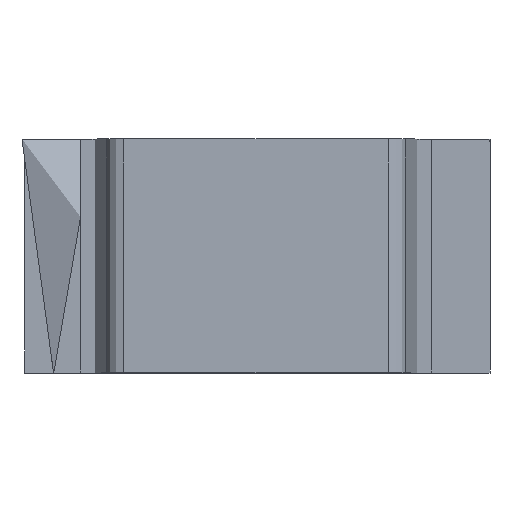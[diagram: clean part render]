
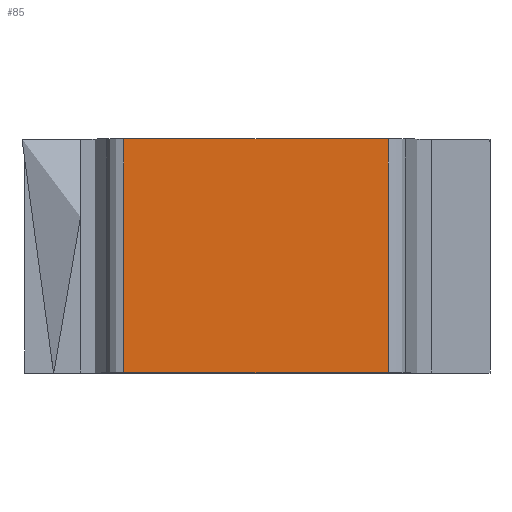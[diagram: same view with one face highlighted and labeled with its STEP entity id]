
A CAD part, top view. The second image highlights one B-rep face of the part: STEP entity #85.
In plain terms, the highlighted planar face has unit normal (0, 0, -1).
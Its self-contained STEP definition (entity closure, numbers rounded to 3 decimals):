
#1 = DIRECTION ( 'NONE',  ( 0., 1., 0. ) ) ;
#30 = DIRECTION ( 'NONE',  ( 0., 0., -1. ) ) ;
#55 = CARTESIAN_POINT ( 'NONE',  ( 0.5, -0.4, 0.4 ) ) ;
#62 = LINE ( 'NONE', #691, #837 ) ;
#85 = ADVANCED_FACE ( 'NONE', ( #700 ), #119, .T. ) ;
#101 = ORIENTED_EDGE ( 'NONE', *, *, #1216, .T. ) ;
#116 = ORIENTED_EDGE ( 'NONE', *, *, #1175, .T. ) ;
#119 = PLANE ( 'NONE',  #176 ) ;
#120 = ORIENTED_EDGE ( 'NONE', *, *, #950, .T. ) ;
#157 = ORIENTED_EDGE ( 'NONE', *, *, #1020, .T. ) ;
#176 = AXIS2_PLACEMENT_3D ( 'NONE', #55, #30, #1 ) ;
#326 = VECTOR ( 'NONE', #752, 1000. ) ;
#371 = DIRECTION ( 'NONE',  ( 1., 0., 0. ) ) ;
#402 = CARTESIAN_POINT ( 'NONE',  ( -0.452, 0.4, 0.4 ) ) ;
#405 = EDGE_LOOP ( 'NONE', ( #157, #120, #116, #101 ) ) ;
#547 = VERTEX_POINT ( 'NONE', #1323 ) ;
#642 = DIRECTION ( 'NONE',  ( -1., 0., 0. ) ) ;
#691 = CARTESIAN_POINT ( 'NONE',  ( 0.5, -0.4, 0.4 ) ) ;
#700 = FACE_OUTER_BOUND ( 'NONE', #405, .T. ) ;
#744 = CARTESIAN_POINT ( 'NONE',  ( 0.452, -0.4, 0.4 ) ) ;
#752 = DIRECTION ( 'NONE',  ( 0., -1., 0. ) ) ;
#837 = VECTOR ( 'NONE', #642, 1000. ) ;
#922 = VERTEX_POINT ( 'NONE', #402 ) ;
#950 = EDGE_CURVE ( 'NONE', #922, #1107, #1041, .T. ) ;
#958 = DIRECTION ( 'NONE',  ( 0., 1., 0. ) ) ;
#1020 = EDGE_CURVE ( 'NONE', #547, #922, #1367, .T. ) ;
#1041 = LINE ( 'NONE', #1142, #1260 ) ;
#1107 = VERTEX_POINT ( 'NONE', #1157 ) ;
#1137 = LINE ( 'NONE', #744, #326 ) ;
#1142 = CARTESIAN_POINT ( 'NONE',  ( 0.5, 0.4, 0.4 ) ) ;
#1157 = CARTESIAN_POINT ( 'NONE',  ( 0.452, 0.4, 0.4 ) ) ;
#1175 = EDGE_CURVE ( 'NONE', #1107, #1431, #1137, .T. ) ;
#1178 = CARTESIAN_POINT ( 'NONE',  ( -0.452, -0.4, 0.4 ) ) ;
#1186 = CARTESIAN_POINT ( 'NONE',  ( 0.452, -0.4, 0.4 ) ) ;
#1216 = EDGE_CURVE ( 'NONE', #1431, #547, #62, .T. ) ;
#1232 = VECTOR ( 'NONE', #958, 1000. ) ;
#1260 = VECTOR ( 'NONE', #371, 1000. ) ;
#1323 = CARTESIAN_POINT ( 'NONE',  ( -0.452, -0.4, 0.4 ) ) ;
#1367 = LINE ( 'NONE', #1178, #1232 ) ;
#1431 = VERTEX_POINT ( 'NONE', #1186 ) ;
